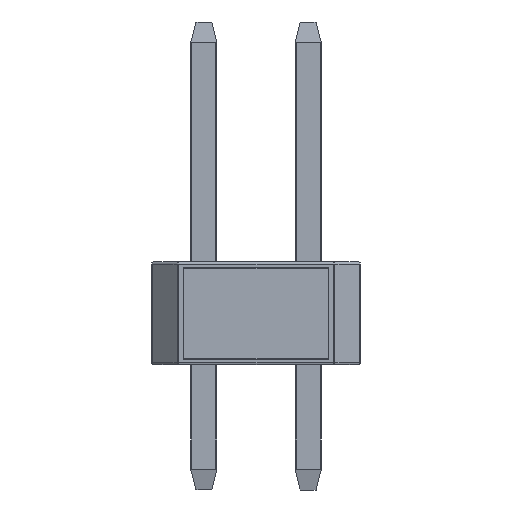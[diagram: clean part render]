
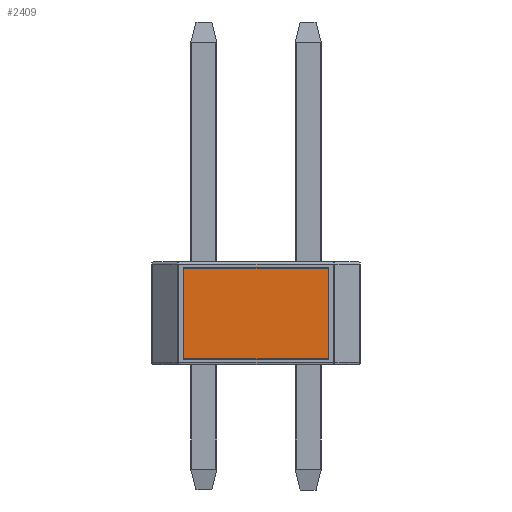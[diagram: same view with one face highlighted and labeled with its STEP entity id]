
A CAD part, left-side view. The second image highlights one B-rep face of the part: STEP entity #2409.
In plain terms, the highlighted planar face has unit normal (-1, 0, 0).
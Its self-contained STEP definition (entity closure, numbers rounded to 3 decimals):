
#458=FACE_OUTER_BOUND('',#584,.T.);
#584=EDGE_LOOP('',(#1986,#1987,#1988,#1989));
#723=LINE('',#3757,#939);
#724=LINE('',#3762,#940);
#727=LINE('',#3770,#943);
#729=LINE('',#3773,#945);
#939=VECTOR('',#2990,10.);
#940=VECTOR('',#2995,10.);
#943=VECTOR('',#3004,10.);
#945=VECTOR('',#3008,10.);
#1136=VERTEX_POINT('',#3754);
#1137=VERTEX_POINT('',#3756);
#1138=VERTEX_POINT('',#3760);
#1139=VERTEX_POINT('',#3761);
#1352=EDGE_CURVE('',#1137,#1136,#723,.T.);
#1354=EDGE_CURVE('',#1138,#1139,#724,.T.);
#1359=EDGE_CURVE('',#1136,#1138,#727,.T.);
#1361=EDGE_CURVE('',#1139,#1137,#729,.T.);
#1986=ORIENTED_EDGE('',*,*,#1359,.T.);
#1987=ORIENTED_EDGE('',*,*,#1354,.T.);
#1988=ORIENTED_EDGE('',*,*,#1361,.T.);
#1989=ORIENTED_EDGE('',*,*,#1352,.T.);
#2172=PLANE('',#2655);
#2409=ADVANCED_FACE('',(#458),#2172,.T.);
#2655=AXIS2_PLACEMENT_3D('',#3971,#3259,#3260);
#2990=DIRECTION('',(0.,1.,0.));
#2995=DIRECTION('',(0.,-1.,0.));
#3004=DIRECTION('',(0.,0.,-1.));
#3008=DIRECTION('',(0.,0.,1.));
#3259=DIRECTION('center_axis',(-1.,0.,0.));
#3260=DIRECTION('ref_axis',(0.,0.,1.));
#3754=CARTESIAN_POINT('',(-1.27,3.023,2.35));
#3756=CARTESIAN_POINT('',(-1.27,-0.488,2.35));
#3757=CARTESIAN_POINT('',(-1.27,3.023,2.35));
#3760=CARTESIAN_POINT('',(-1.27,3.023,0.15));
#3761=CARTESIAN_POINT('',(-1.27,-0.488,0.15));
#3762=CARTESIAN_POINT('',(-1.27,-0.488,0.15));
#3770=CARTESIAN_POINT('',(-1.27,3.023,0.15));
#3773=CARTESIAN_POINT('',(-1.27,-0.488,2.35));
#3971=CARTESIAN_POINT('Origin',(-1.27,1.268,1.25));
